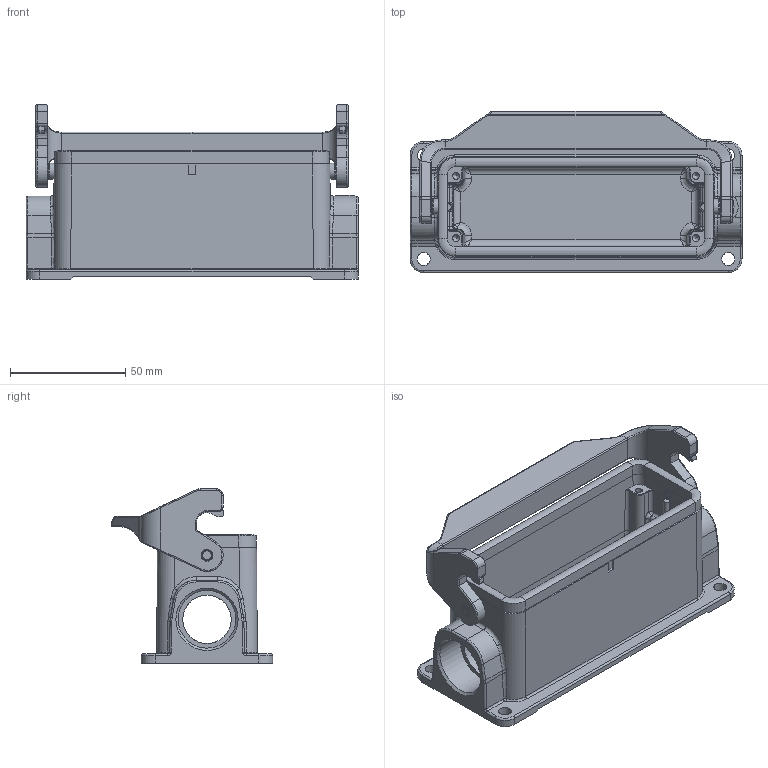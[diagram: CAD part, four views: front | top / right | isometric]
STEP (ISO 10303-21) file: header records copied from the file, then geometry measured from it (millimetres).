
FILE_DESCRIPTION(/* description */ (''),/* implementation_level */ '2;1');
FILE_NAME(/* name */ '100205794ugm000_d.stp',/* time_stamp */ '2017-11-03T16:28:50+01:00',/* author */ (''),/* organization */ (''),/* preprocessor_version */ 'ST-DEVELOPER v16',/* originating_system */ 'SIEMENS PLM Software NX 10.0',/* authorisation */ '');
FILE_SCHEMA (('AUTOMOTIVE_DESIGN { 1 0 10303 214 3 1 1 1 }'));
Length unit declared in the file: millimetre
Products named in the file (1): 100205794ugm000_d
Bounding box: 144 x 70 x 75.6 mm (x, y, z)
Volume: 128310.6 mm3; surface area: 62282.2 mm2
Topology: 2 solids, 2 shells, 602 faces, 2090 edges, 2086 vertices
Faces by surface type: plane 231, cylinder 205, bspline 118, torus 28, cone 14, sphere 4, extrusion 2
Full cylindrical faces by diameter (mm): 0.88 x1, 1.04 x1, 2.95 x2, 3 x4, 4 x2, 4.8 x2, 5.1 x2, 5.6 x4, 7 x2, 21 x2, 25 x2
Entity records: 27416 total; most frequent: CARTESIAN_POINT 8217, DIRECTION 2942, ORIENTED_EDGE 2854, EDGE_CURVE 1427, AXIS2_PLACEMENT_3D 1003, VECTOR 936, LINE 934, VERTEX_POINT 900
